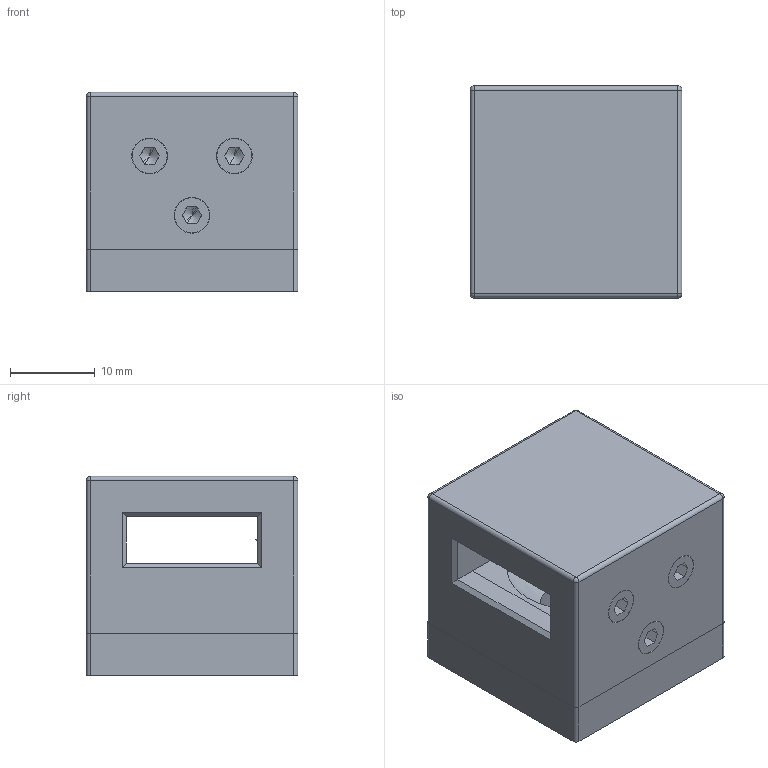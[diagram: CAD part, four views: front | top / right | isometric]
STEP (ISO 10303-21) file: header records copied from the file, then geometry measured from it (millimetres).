
FILE_DESCRIPTION (( 'STEP AP203' ), '1' );
FILE_NAME ('A_4821-000.STEP', '2018-12-19T12:11:50', ( '' ), ( '' ), 'SwSTEP 2.0', 'SolidWorks 2013', '' );
FILE_SCHEMA (( 'CONFIG_CONTROL_DESIGN' ));
Length unit declared in the file: millimetre
Products named in the file (4): A_4821-000.P2; A_4821-000.P1; din_914-m5x5-a2-70; A_4821-000
Assembly tree (5 placements, depth 2):
  A_4821-000
    A_4821-000.P1
    A_4821-000.P2
    din_914-m5x5-a2-70  x3
Bounding box: 25 x 25 x 23.5 mm (x, y, z)
Volume: 10090.3 mm3; surface area: 6947.1 mm2
Topology: 5 solids, 5 shells, 155 faces, 375 edges, 214 vertices
Faces by surface type: plane 73, cylinder 46, cone 28, sphere 8
Entity records: 4019 total; most frequent: CARTESIAN_POINT 644, DIRECTION 637, ORIENTED_EDGE 582, EDGE_CURVE 291, AXIS2_PLACEMENT_3D 223, VECTOR 191, LINE 191, VERTEX_POINT 174
